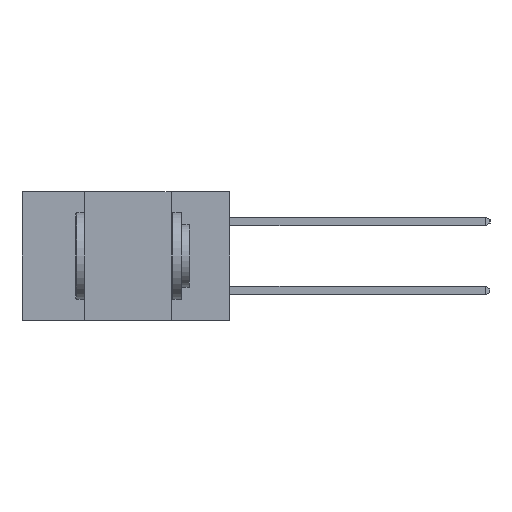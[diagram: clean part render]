
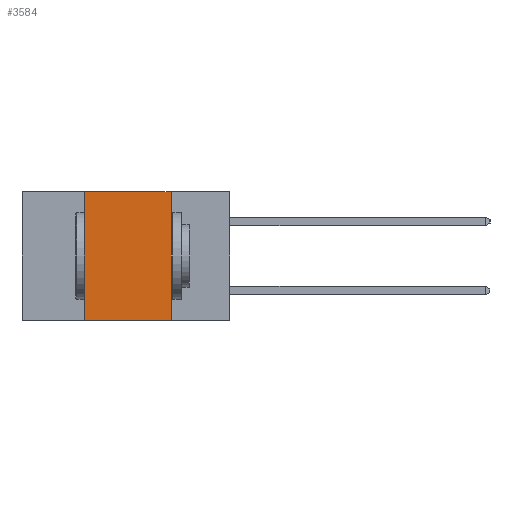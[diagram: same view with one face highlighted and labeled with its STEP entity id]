
A CAD part, left-side view. The second image highlights one B-rep face of the part: STEP entity #3584.
In plain terms, the highlighted planar face has unit normal (-1, 0, 0).
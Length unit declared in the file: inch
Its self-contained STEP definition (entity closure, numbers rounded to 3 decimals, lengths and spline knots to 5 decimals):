
#846 = DIRECTION ( 'NONE',  ( 0., 0., 1. ) ) ;
#967 = CARTESIAN_POINT ( 'NONE',  ( 0., 0.6, 0. ) ) ;
#1430 = LINE ( 'NONE', #19039, #15546 ) ;
#2096 = PLANE ( 'NONE',  #18720 ) ;
#3584 = ADVANCED_FACE ( 'NONE', ( #5464 ), #2096, .F. ) ;
#3717 = VERTEX_POINT ( 'NONE', #7672 ) ;
#3740 = ORIENTED_EDGE ( 'NONE', *, *, #9324, .F. ) ;
#4598 = EDGE_CURVE ( 'NONE', #9075, #12656, #1430, .T. ) ;
#4890 = EDGE_LOOP ( 'NONE', ( #9296, #21408, #3740, #19513 ) ) ;
#5464 = FACE_OUTER_BOUND ( 'NONE', #4890, .T. ) ;
#6569 = VECTOR ( 'NONE', #10033, 39.37008 ) ;
#6713 = DIRECTION ( 'NONE',  ( 0., -1., 0. ) ) ;
#7672 = CARTESIAN_POINT ( 'NONE',  ( 0., 0.17, 0. ) ) ;
#8339 = CARTESIAN_POINT ( 'NONE',  ( 0., 0.17, 0. ) ) ;
#8636 = CARTESIAN_POINT ( 'NONE',  ( 0., 0.42, 0. ) ) ;
#9075 = VERTEX_POINT ( 'NONE', #10779 ) ;
#9296 = ORIENTED_EDGE ( 'NONE', *, *, #13361, .F. ) ;
#9324 = EDGE_CURVE ( 'NONE', #9075, #13465, #15897, .T. ) ;
#9414 = CARTESIAN_POINT ( 'NONE',  ( 0., 0.6, 0. ) ) ;
#10033 = DIRECTION ( 'NONE',  ( 0., 0., -1. ) ) ;
#10779 = CARTESIAN_POINT ( 'NONE',  ( 0., 0.42, -0.37 ) ) ;
#11582 = DIRECTION ( 'NONE',  ( 1., 0., 0. ) ) ;
#11820 = LINE ( 'NONE', #8339, #6569 ) ;
#12656 = VERTEX_POINT ( 'NONE', #18473 ) ;
#12885 = VECTOR ( 'NONE', #13341, 39.37008 ) ;
#13221 = CARTESIAN_POINT ( 'NONE',  ( 0., 0.42, 0. ) ) ;
#13275 = DIRECTION ( 'NONE',  ( 0., 0., -1. ) ) ;
#13341 = DIRECTION ( 'NONE',  ( 0., -1., 0. ) ) ;
#13361 = EDGE_CURVE ( 'NONE', #3717, #12656, #11820, .T. ) ;
#13465 = VERTEX_POINT ( 'NONE', #8636 ) ;
#15546 = VECTOR ( 'NONE', #6713, 39.37008 ) ;
#15897 = LINE ( 'NONE', #13221, #19464 ) ;
#17021 = LINE ( 'NONE', #967, #12885 ) ;
#18473 = CARTESIAN_POINT ( 'NONE',  ( 0., 0.17, -0.37 ) ) ;
#18579 = EDGE_CURVE ( 'NONE', #13465, #3717, #17021, .T. ) ;
#18720 = AXIS2_PLACEMENT_3D ( 'NONE', #9414, #11582, #13275 ) ;
#19039 = CARTESIAN_POINT ( 'NONE',  ( 0., 0.6, -0.37 ) ) ;
#19464 = VECTOR ( 'NONE', #846, 39.37008 ) ;
#19513 = ORIENTED_EDGE ( 'NONE', *, *, #4598, .T. ) ;
#21408 = ORIENTED_EDGE ( 'NONE', *, *, #18579, .F. ) ;
